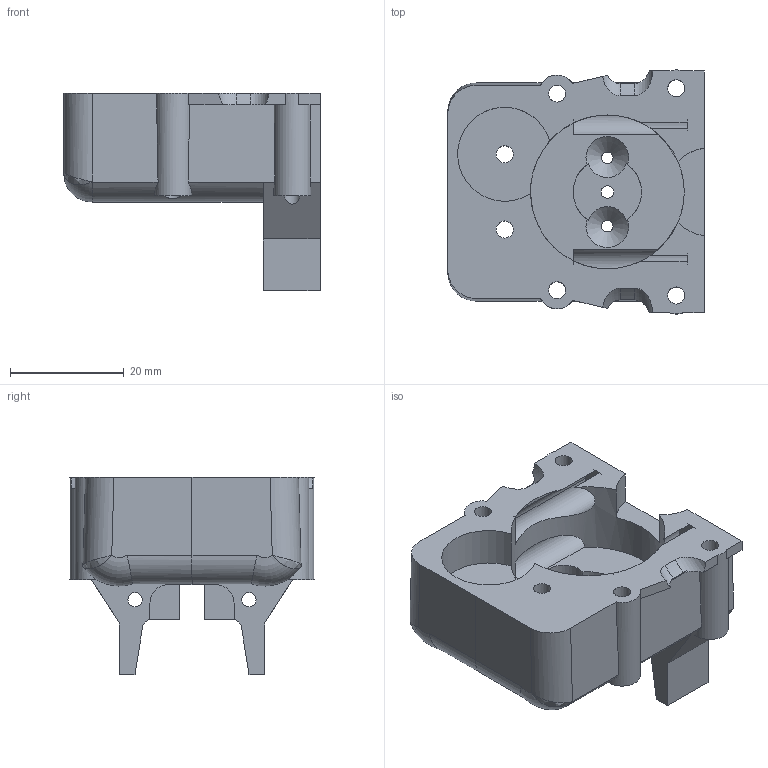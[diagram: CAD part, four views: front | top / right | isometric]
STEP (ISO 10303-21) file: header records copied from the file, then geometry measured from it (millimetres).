
FILE_DESCRIPTION(('FreeCAD Model'),'2;1');
FILE_NAME('Open CASCADE Shape Model','2022-12-05T20:01:14',(''),(''), 'Open CASCADE STEP processor 7.5','FreeCAD','Unknown');
FILE_SCHEMA(('AUTOMOTIVE_DESIGN { 1 0 10303 214 1 1 1 1 }'));
Length unit declared in the file: millimetre
Products named in the file (1): housing_lower
Bounding box: 45 x 42.86 x 34.61 mm (x, y, z)
Volume: 21755.9 mm3; surface area: 10876.4 mm2
Topology: 1 solids, 1 shells, 137 faces, 403 edges, 262 vertices
Faces by surface type: plane 72, cylinder 55, torus 4, revolution 2, bspline 2, cone 2
Full cylindrical faces by diameter (mm): 2.2 x1, 2.5 x2, 3 x10, 4.5 x2, 6 x2, 27 x1
Entity records: 15925 total; most frequent: CARTESIAN_POINT 8028, DIRECTION 1455, ORIENTED_EDGE 806, PCURVE 806, DEFINITIONAL_REPRESENTATION 806, LINE 794, VECTOR 794, EDGE_CURVE 403
